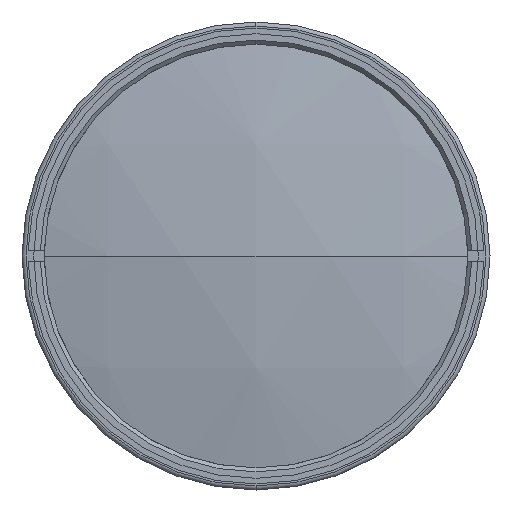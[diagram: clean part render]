
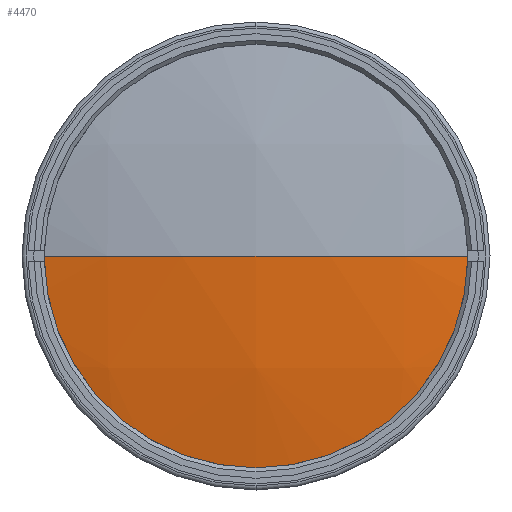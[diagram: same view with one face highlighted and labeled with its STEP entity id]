
A CAD part, left-side view. The second image highlights one B-rep face of the part: STEP entity #4470.
In plain terms, the highlighted spherical face has radius 252 mm.
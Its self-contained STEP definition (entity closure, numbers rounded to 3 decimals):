
#308 = DIRECTION ( 'NONE',  ( 0., 1., 0. ) ) ;
#754 = CARTESIAN_POINT ( 'NONE',  ( -55.7, 0., 0. ) ) ;
#864 = ORIENTED_EDGE ( 'NONE', *, *, #12478, .F. ) ;
#1618 = DIRECTION ( 'NONE',  ( -1., 0., 0. ) ) ;
#1866 = DIRECTION ( 'NONE',  ( 0., 1., 0. ) ) ;
#2896 = AXIS2_PLACEMENT_3D ( 'NONE', #6496, #14471, #7629 ) ;
#3923 = EDGE_CURVE ( 'NONE', #6074, #4715, #8307, .T. ) ;
#4370 = CARTESIAN_POINT ( 'NONE',  ( -307.7, 0., 0. ) ) ;
#4380 = AXIS2_PLACEMENT_3D ( 'NONE', #754, #8657, #1866 ) ;
#4470 = ADVANCED_FACE ( 'NONE', ( #6437 ), #14465, .T. ) ;
#4578 = EDGE_CURVE ( 'NONE', #14705, #6074, #11617, .T. ) ;
#4715 = VERTEX_POINT ( 'NONE', #4370 ) ;
#6074 = VERTEX_POINT ( 'NONE', #7483 ) ;
#6437 = FACE_OUTER_BOUND ( 'NONE', #7958, .T. ) ;
#6496 = CARTESIAN_POINT ( 'NONE',  ( -55.7, 0., 0. ) ) ;
#6846 = CARTESIAN_POINT ( 'NONE',  ( -301.625, 55., 0. ) ) ;
#7062 = DIRECTION ( 'NONE',  ( 0., 0., -1. ) ) ;
#7483 = CARTESIAN_POINT ( 'NONE',  ( -301.625, -55., 0. ) ) ;
#7629 = DIRECTION ( 'NONE',  ( 0., -1., 0. ) ) ;
#7958 = EDGE_LOOP ( 'NONE', ( #13169, #10482, #864 ) ) ;
#8277 = AXIS2_PLACEMENT_3D ( 'NONE', #8405, #1618, #9551 ) ;
#8307 = CIRCLE ( 'NONE', #4380, 252. ) ;
#8405 = CARTESIAN_POINT ( 'NONE',  ( -301.625, 0., 0. ) ) ;
#8657 = DIRECTION ( 'NONE',  ( 0., 0., -1. ) ) ;
#9324 = CARTESIAN_POINT ( 'NONE',  ( -55.7, 0., 0. ) ) ;
#9551 = DIRECTION ( 'NONE',  ( 0., 0., 1. ) ) ;
#10482 = ORIENTED_EDGE ( 'NONE', *, *, #3923, .T. ) ;
#11617 = CIRCLE ( 'NONE', #8277, 55. ) ;
#12478 = EDGE_CURVE ( 'NONE', #14705, #4715, #13985, .T. ) ;
#13118 = AXIS2_PLACEMENT_3D ( 'NONE', #9324, #7062, #308 ) ;
#13169 = ORIENTED_EDGE ( 'NONE', *, *, #4578, .T. ) ;
#13985 = CIRCLE ( 'NONE', #2896, 252. ) ;
#14465 = SPHERICAL_SURFACE ( 'NONE', #13118, 252. ) ;
#14471 = DIRECTION ( 'NONE',  ( 0., 0., 1. ) ) ;
#14705 = VERTEX_POINT ( 'NONE', #6846 ) ;
